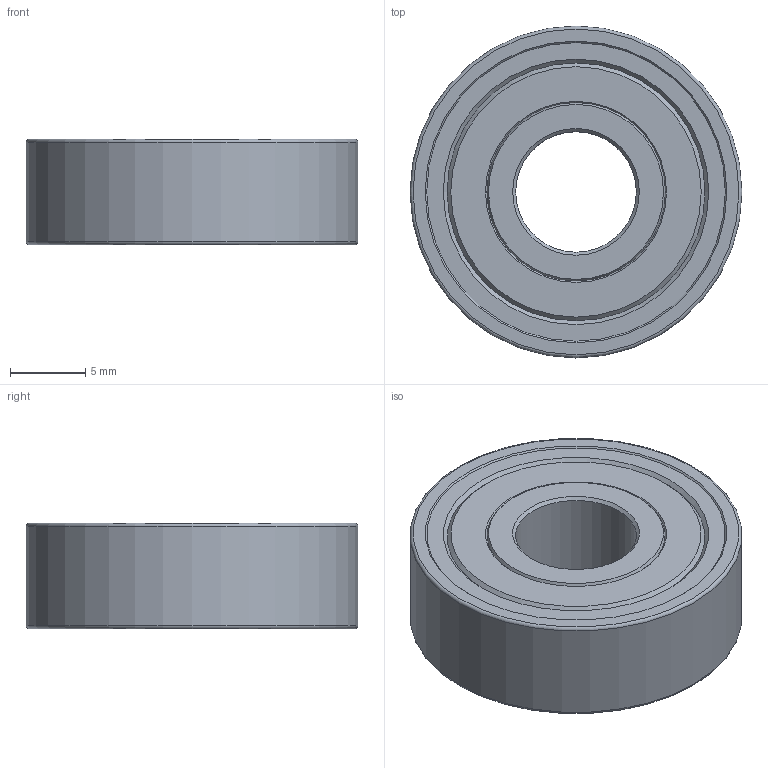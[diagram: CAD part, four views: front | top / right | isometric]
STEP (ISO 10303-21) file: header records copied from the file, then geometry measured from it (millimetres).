
FILE_DESCRIPTION(('FreeCAD Model'),'2;1');
FILE_NAME('608zz.stp','2014-06-01T22:49:52',( 'FreeCAD'),('FreeCAD'),'Open CASCADE STEP processor 6.5','FreeCAD', 'Unknown');
FILE_SCHEMA(('AUTOMOTIVE_DESIGN_CC2 { 1 2 10303 214 -1 1 5 4 }'));
Length unit declared in the file: millimetre
Products named in the file (1): Chamfer
Bounding box: 22 x 22 x 7 mm (x, y, z)
Volume: 2258.8 mm3; surface area: 1341.2 mm2
Topology: 1 solids, 1 shells, 24 faces, 40 edges, 24 vertices
Faces by surface type: cone 12, plane 8, cylinder 2, torus 2
Full cylindrical faces by diameter (mm): 8 x1, 22 x1
Entity records: 1263 total; most frequent: DIRECTION 188, CARTESIAN_POINT 177, ORIENTED_EDGE 80, PCURVE 80, DEFINITIONAL_REPRESENTATION 80, LINE 70, VECTOR 70, AXIS2_PLACEMENT_3D 51
